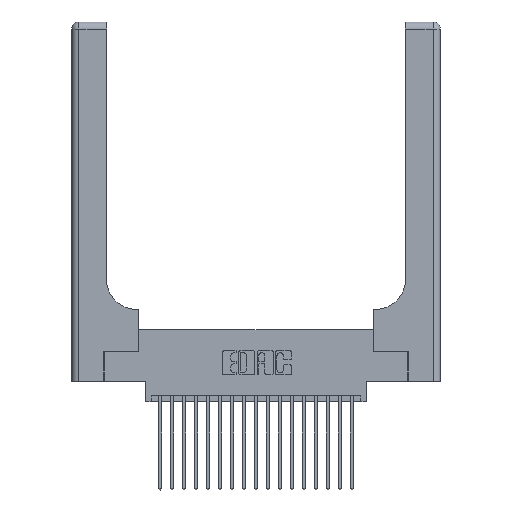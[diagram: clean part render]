
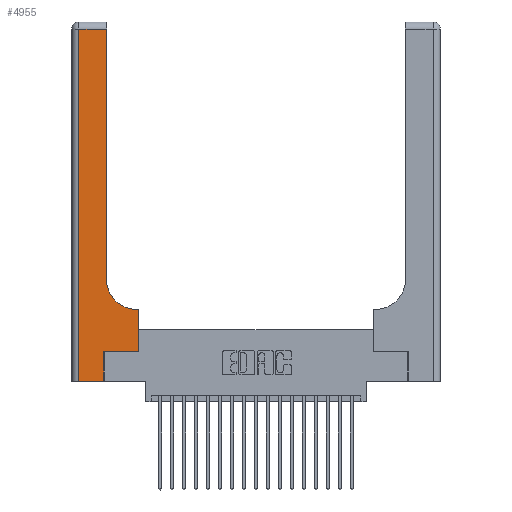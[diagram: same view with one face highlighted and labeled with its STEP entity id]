
A CAD part, top view. The second image highlights one B-rep face of the part: STEP entity #4955.
In plain terms, the highlighted planar face has unit normal (0, 0, 1).
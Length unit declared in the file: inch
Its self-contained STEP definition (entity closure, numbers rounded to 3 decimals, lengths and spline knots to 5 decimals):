
#100 = EDGE_CURVE ( 'NONE', #2229, #19770, #11561, .T. ) ;
#121 = CARTESIAN_POINT ( 'NONE',  ( 0.269, 0.25, 0.37 ) ) ;
#178 = VECTOR ( 'NONE', #12232, 39.37008 ) ;
#192 = LINE ( 'NONE', #15357, #8706 ) ;
#442 = DIRECTION ( 'NONE',  ( 0., 0., -1. ) ) ;
#727 = ORIENTED_EDGE ( 'NONE', *, *, #21309, .T. ) ;
#782 = EDGE_CURVE ( 'NONE', #18480, #2650, #5156, .T. ) ;
#1033 = ORIENTED_EDGE ( 'NONE', *, *, #19062, .T. ) ;
#1132 = EDGE_LOOP ( 'NONE', ( #10825, #11168, #16176, #1033, #6455, #3692, #727, #13762, #7243 ) ) ;
#1363 = VECTOR ( 'NONE', #2773, 39.37008 ) ;
#1707 = CARTESIAN_POINT ( 'NONE',  ( 0.06, 2.94, 0.37 ) ) ;
#2092 = CARTESIAN_POINT ( 'NONE',  ( 0.5415, 0.85, 0.37 ) ) ;
#2229 = VERTEX_POINT ( 'NONE', #13902 ) ;
#2353 = DIRECTION ( 'NONE',  ( -1., 0., 0. ) ) ;
#2504 = LINE ( 'NONE', #20423, #15490 ) ;
#2650 = VERTEX_POINT ( 'NONE', #1707 ) ;
#2773 = DIRECTION ( 'NONE',  ( 0., 1., 0. ) ) ;
#2858 = CARTESIAN_POINT ( 'NONE',  ( 0.269, 0., 0.37 ) ) ;
#2961 = LINE ( 'NONE', #4625, #16217 ) ;
#3222 = DIRECTION ( 'NONE',  ( 0., -1., 0. ) ) ;
#3224 = CARTESIAN_POINT ( 'NONE',  ( 0.5415, 0.6, 0.37 ) ) ;
#3525 = EDGE_CURVE ( 'NONE', #2650, #11804, #2961, .T. ) ;
#3642 = DIRECTION ( 'NONE',  ( 0., 1., 0. ) ) ;
#3692 = ORIENTED_EDGE ( 'NONE', *, *, #8025, .T. ) ;
#3928 = CARTESIAN_POINT ( 'NONE',  ( 0., 3., 0.37 ) ) ;
#4537 = LINE ( 'NONE', #17982, #1363 ) ;
#4625 = CARTESIAN_POINT ( 'NONE',  ( 0.06, 3., 0.37 ) ) ;
#4629 = VECTOR ( 'NONE', #2353, 39.37008 ) ;
#4737 = LINE ( 'NONE', #13775, #178 ) ;
#4955 = ADVANCED_FACE ( 'NONE', ( #19607 ), #20948, .F. ) ;
#5156 = LINE ( 'NONE', #7320, #4629 ) ;
#5254 = VECTOR ( 'NONE', #13632, 39.37008 ) ;
#5503 = LINE ( 'NONE', #8307, #5254 ) ;
#5797 = CARTESIAN_POINT ( 'NONE',  ( 0.06, 0., 0.37 ) ) ;
#6253 = CARTESIAN_POINT ( 'NONE',  ( 0.5585, 0.6, 0.37 ) ) ;
#6455 = ORIENTED_EDGE ( 'NONE', *, *, #100, .T. ) ;
#7041 = VECTOR ( 'NONE', #9662, 39.37008 ) ;
#7243 = ORIENTED_EDGE ( 'NONE', *, *, #13941, .T. ) ;
#7320 = CARTESIAN_POINT ( 'NONE',  ( 0., 2.94, 0.37 ) ) ;
#7322 = VERTEX_POINT ( 'NONE', #9959 ) ;
#7344 = DIRECTION ( 'NONE',  ( 0., 0., -1. ) ) ;
#8025 = EDGE_CURVE ( 'NONE', #19770, #21630, #5503, .T. ) ;
#8130 = EDGE_CURVE ( 'NONE', #18283, #9303, #4737, .T. ) ;
#8307 = CARTESIAN_POINT ( 'NONE',  ( 0.269, 0.25, 0.37 ) ) ;
#8706 = VECTOR ( 'NONE', #3642, 39.37008 ) ;
#8880 = DIRECTION ( 'NONE',  ( -1., 0., 0. ) ) ;
#9303 = VERTEX_POINT ( 'NONE', #3224 ) ;
#9662 = DIRECTION ( 'NONE',  ( 0., 1., 0. ) ) ;
#9959 = CARTESIAN_POINT ( 'NONE',  ( 0.2915, 0.85, 0.37 ) ) ;
#10825 = ORIENTED_EDGE ( 'NONE', *, *, #14052, .T. ) ;
#10962 = CARTESIAN_POINT ( 'NONE',  ( 0.5585, 0.25, 0.37 ) ) ;
#11168 = ORIENTED_EDGE ( 'NONE', *, *, #782, .T. ) ;
#11561 = LINE ( 'NONE', #2858, #7041 ) ;
#11804 = VERTEX_POINT ( 'NONE', #5797 ) ;
#11969 = CARTESIAN_POINT ( 'NONE',  ( 0.2915, 2.94, 0.37 ) ) ;
#12232 = DIRECTION ( 'NONE',  ( -1., 0., 0. ) ) ;
#13632 = DIRECTION ( 'NONE',  ( 1., 0., 0. ) ) ;
#13762 = ORIENTED_EDGE ( 'NONE', *, *, #8130, .T. ) ;
#13775 = CARTESIAN_POINT ( 'NONE',  ( 0.2915, 0.6, 0.37 ) ) ;
#13902 = CARTESIAN_POINT ( 'NONE',  ( 0.269, 0., 0.37 ) ) ;
#13941 = EDGE_CURVE ( 'NONE', #9303, #7322, #21848, .T. ) ;
#13966 = DIRECTION ( 'NONE',  ( 1., 0., 0. ) ) ;
#14052 = EDGE_CURVE ( 'NONE', #7322, #18480, #4537, .T. ) ;
#14775 = AXIS2_PLACEMENT_3D ( 'NONE', #2092, #442, #13966 ) ;
#15357 = CARTESIAN_POINT ( 'NONE',  ( 0.5585, 0.25, 0.37 ) ) ;
#15490 = VECTOR ( 'NONE', #18796, 39.37008 ) ;
#16176 = ORIENTED_EDGE ( 'NONE', *, *, #3525, .T. ) ;
#16217 = VECTOR ( 'NONE', #3222, 39.37008 ) ;
#17982 = CARTESIAN_POINT ( 'NONE',  ( 0.2915, 3., 0.37 ) ) ;
#18283 = VERTEX_POINT ( 'NONE', #6253 ) ;
#18480 = VERTEX_POINT ( 'NONE', #11969 ) ;
#18796 = DIRECTION ( 'NONE',  ( 1., 0., 0. ) ) ;
#19062 = EDGE_CURVE ( 'NONE', #11804, #2229, #2504, .T. ) ;
#19170 = AXIS2_PLACEMENT_3D ( 'NONE', #3928, #7344, #8880 ) ;
#19607 = FACE_OUTER_BOUND ( 'NONE', #1132, .T. ) ;
#19770 = VERTEX_POINT ( 'NONE', #121 ) ;
#20423 = CARTESIAN_POINT ( 'NONE',  ( 0., 0., 0.37 ) ) ;
#20948 = PLANE ( 'NONE',  #19170 ) ;
#21309 = EDGE_CURVE ( 'NONE', #21630, #18283, #192, .T. ) ;
#21630 = VERTEX_POINT ( 'NONE', #10962 ) ;
#21848 = CIRCLE ( 'NONE', #14775, 0.25 ) ;
